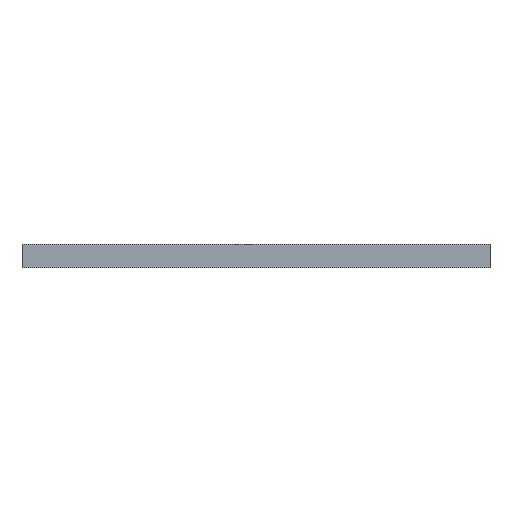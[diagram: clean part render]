
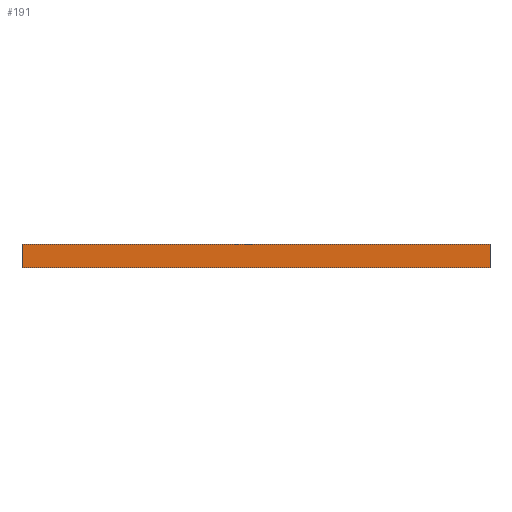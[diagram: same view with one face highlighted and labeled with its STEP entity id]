
A CAD part, front view. The second image highlights one B-rep face of the part: STEP entity #191.
In plain terms, the highlighted planar face has unit normal (0, -1, 0).
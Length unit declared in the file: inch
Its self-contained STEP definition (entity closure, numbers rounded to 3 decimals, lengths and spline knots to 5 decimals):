
#13 = LINE ( 'NONE', #1814, #628 ) ;
#45 = VERTEX_POINT ( 'NONE', #1598 ) ;
#72 = EDGE_LOOP ( 'NONE', ( #1115, #1396, #965, #1588 ) ) ;
#138 = EDGE_CURVE ( 'NONE', #1684, #910, #13, .T. ) ;
#191 = ADVANCED_FACE ( 'NONE', ( #2437 ), #2033, .T. ) ;
#281 = DIRECTION ( 'NONE',  ( 1., 0., 0. ) ) ;
#341 = DIRECTION ( 'NONE',  ( 0., 0., 1. ) ) ;
#351 = CARTESIAN_POINT ( 'NONE',  ( -0.59055, -0.59055, 0. ) ) ;
#393 = EDGE_CURVE ( 'NONE', #45, #2484, #2401, .T. ) ;
#445 = DIRECTION ( 'NONE',  ( 1., 0., 0. ) ) ;
#628 = VECTOR ( 'NONE', #1205, 39.37008 ) ;
#650 = CARTESIAN_POINT ( 'NONE',  ( -0.59055, -0.59055, -0.03937 ) ) ;
#652 = LINE ( 'NONE', #650, #924 ) ;
#752 = CARTESIAN_POINT ( 'NONE',  ( -0.59055, -0.59055, 0.01969 ) ) ;
#847 = CARTESIAN_POINT ( 'NONE',  ( -0.59055, -0.59055, 0. ) ) ;
#910 = VERTEX_POINT ( 'NONE', #1027 ) ;
#924 = VECTOR ( 'NONE', #281, 39.37008 ) ;
#965 = ORIENTED_EDGE ( 'NONE', *, *, #138, .T. ) ;
#976 = EDGE_CURVE ( 'NONE', #45, #1684, #652, .T. ) ;
#1027 = CARTESIAN_POINT ( 'NONE',  ( 0.59055, -0.59055, 0.01969 ) ) ;
#1033 = LINE ( 'NONE', #752, #1313 ) ;
#1115 = ORIENTED_EDGE ( 'NONE', *, *, #393, .F. ) ;
#1205 = DIRECTION ( 'NONE',  ( 0., 0., 1. ) ) ;
#1313 = VECTOR ( 'NONE', #2351, 39.37008 ) ;
#1396 = ORIENTED_EDGE ( 'NONE', *, *, #976, .T. ) ;
#1581 = VECTOR ( 'NONE', #341, 39.37008 ) ;
#1588 = ORIENTED_EDGE ( 'NONE', *, *, #2122, .F. ) ;
#1598 = CARTESIAN_POINT ( 'NONE',  ( -0.59055, -0.59055, -0.03937 ) ) ;
#1663 = CARTESIAN_POINT ( 'NONE',  ( -0.59055, -0.59055, 0.01969 ) ) ;
#1665 = AXIS2_PLACEMENT_3D ( 'NONE', #847, #2404, #445 ) ;
#1684 = VERTEX_POINT ( 'NONE', #2051 ) ;
#1814 = CARTESIAN_POINT ( 'NONE',  ( 0.59055, -0.59055, 0. ) ) ;
#2033 = PLANE ( 'NONE',  #1665 ) ;
#2051 = CARTESIAN_POINT ( 'NONE',  ( 0.59055, -0.59055, -0.03937 ) ) ;
#2122 = EDGE_CURVE ( 'NONE', #2484, #910, #1033, .T. ) ;
#2351 = DIRECTION ( 'NONE',  ( 1., 0., 0. ) ) ;
#2401 = LINE ( 'NONE', #351, #1581 ) ;
#2404 = DIRECTION ( 'NONE',  ( 0., -1., 0. ) ) ;
#2437 = FACE_OUTER_BOUND ( 'NONE', #72, .T. ) ;
#2484 = VERTEX_POINT ( 'NONE', #1663 ) ;
